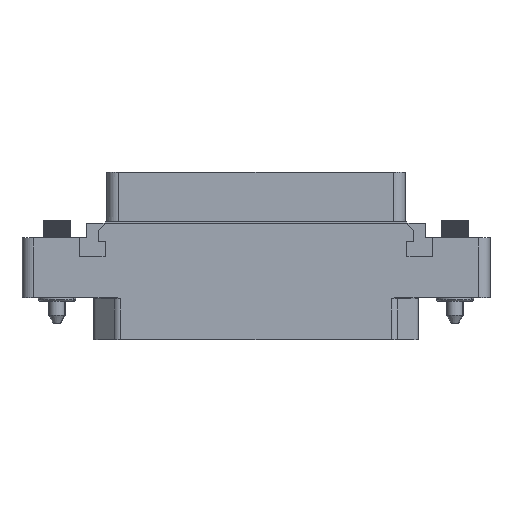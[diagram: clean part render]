
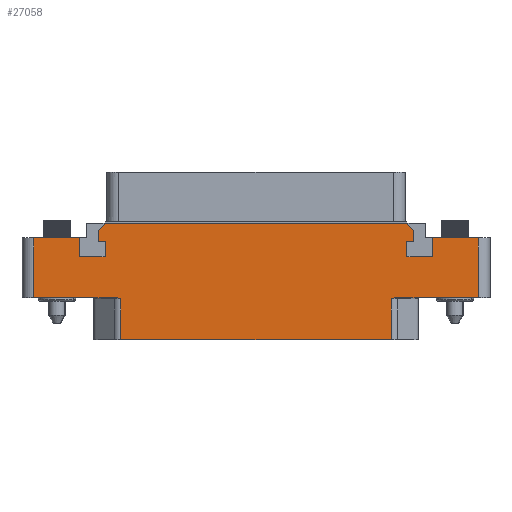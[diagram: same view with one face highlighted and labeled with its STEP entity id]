
A CAD part, top view. The second image highlights one B-rep face of the part: STEP entity #27058.
In plain terms, the highlighted planar face has unit normal (0, 0, 1).
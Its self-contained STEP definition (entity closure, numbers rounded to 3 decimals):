
#1305=DIRECTION('',(0.,-1.,0.));
#1306=VECTOR('',#1305,3.2);
#1307=CARTESIAN_POINT('',(30.2,10.2,7.));
#1308=LINE('',#1307,#1306);
#1309=DIRECTION('',(1.,0.,0.));
#1310=VECTOR('',#1309,7.8);
#1311=CARTESIAN_POINT('',(30.2,10.2,7.));
#1312=LINE('',#1311,#1310);
#1313=DIRECTION('',(1.,0.,0.));
#1314=VECTOR('',#1313,7.8);
#1315=CARTESIAN_POINT('',(-38.,10.2,7.));
#1316=LINE('',#1315,#1314);
#1317=DIRECTION('',(0.,-1.,0.));
#1318=VECTOR('',#1317,3.2);
#1319=CARTESIAN_POINT('',(-30.2,10.2,7.));
#1320=LINE('',#1319,#1318);
#1321=DIRECTION('',(1.,0.,0.));
#1322=VECTOR('',#1321,4.4);
#1323=CARTESIAN_POINT('',(-30.2,7.,7.));
#1324=LINE('',#1323,#1322);
#1325=DIRECTION('',(0.,1.,0.));
#1326=VECTOR('',#1325,2.6);
#1327=CARTESIAN_POINT('',(-25.8,7.,7.));
#1328=LINE('',#1327,#1326);
#1329=DIRECTION('',(-1.,0.,0.));
#1330=VECTOR('',#1329,1.2);
#1331=CARTESIAN_POINT('',(-25.8,9.6,7.));
#1332=LINE('',#1331,#1330);
#1333=DIRECTION('',(0.,1.,0.));
#1334=VECTOR('',#1333,1.9);
#1335=CARTESIAN_POINT('',(-27.,9.6,7.));
#1336=LINE('',#1335,#1334);
#1337=DIRECTION('',(0.707,0.707,0.));
#1338=VECTOR('',#1337,1.697);
#1339=CARTESIAN_POINT('',(-27.,11.5,7.));
#1340=LINE('',#1339,#1338);
#1341=DIRECTION('',(1.,0.,0.));
#1342=VECTOR('',#1341,51.6);
#1343=CARTESIAN_POINT('',(-25.8,12.7,7.));
#1344=LINE('',#1343,#1342);
#1345=DIRECTION('',(-0.707,0.707,0.));
#1346=VECTOR('',#1345,1.697);
#1347=CARTESIAN_POINT('',(27.,11.5,7.));
#1348=LINE('',#1347,#1346);
#1349=DIRECTION('',(0.,1.,0.));
#1350=VECTOR('',#1349,1.9);
#1351=CARTESIAN_POINT('',(27.,9.6,7.));
#1352=LINE('',#1351,#1350);
#1353=DIRECTION('',(1.,0.,0.));
#1354=VECTOR('',#1353,1.2);
#1355=CARTESIAN_POINT('',(25.8,9.6,7.));
#1356=LINE('',#1355,#1354);
#1357=DIRECTION('',(0.,1.,0.));
#1358=VECTOR('',#1357,2.6);
#1359=CARTESIAN_POINT('',(25.8,7.,7.));
#1360=LINE('',#1359,#1358);
#1361=DIRECTION('',(-1.,0.,0.));
#1362=VECTOR('',#1361,4.4);
#1363=CARTESIAN_POINT('',(30.2,7.,7.));
#1364=LINE('',#1363,#1362);
#2501=DIRECTION('',(0.,-1.,0.));
#2502=VECTOR('',#2501,10.2);
#2503=CARTESIAN_POINT('',(-38.,10.2,7.));
#2504=LINE('',#2503,#2502);
#2536=DIRECTION('',(1.,0.,0.));
#2537=VECTOR('',#2536,14.082);
#2538=CARTESIAN_POINT('',(-38.,0.,7.));
#2539=LINE('',#2538,#2537);
#2651=CARTESIAN_POINT('',(-23.918,0.,7.));
#2652=CARTESIAN_POINT('',(-23.907,0.,7.));
#2653=CARTESIAN_POINT('',(-23.884,0.,7.));
#2654=CARTESIAN_POINT('',(-23.85,-0.002,7.));
#2655=CARTESIAN_POINT('',(-23.814,-0.005,7.));
#2656=CARTESIAN_POINT('',(-23.776,-0.01,7.));
#2657=CARTESIAN_POINT('',(-23.734,-0.016,7.));
#2658=CARTESIAN_POINT('',(-23.688,-0.024,7.));
#2659=CARTESIAN_POINT('',(-23.636,-0.035,7.));
#2660=CARTESIAN_POINT('',(-23.577,-0.049,7.));
#2661=CARTESIAN_POINT('',(-23.515,-0.066,7.));
#2662=CARTESIAN_POINT('',(-23.451,-0.085,7.));
#2663=CARTESIAN_POINT('',(-23.385,-0.105,7.));
#2664=CARTESIAN_POINT('',(-23.318,-0.128,7.));
#2665=CARTESIAN_POINT('',(-23.251,-0.152,7.));
#2666=CARTESIAN_POINT('',(-23.184,-0.176,7.));
#2667=CARTESIAN_POINT('',(-23.14,-0.192,7.));
#2668=CARTESIAN_POINT('',(-23.118,-0.2,7.));
#2670=DIRECTION('',(0.,1.,0.));
#2671=VECTOR('',#2670,7.);
#2672=CARTESIAN_POINT('',(-23.118,-7.2,7.));
#2673=LINE('',#2672,#2671);
#2695=DIRECTION('',(-1.,0.,0.));
#2696=VECTOR('',#2695,46.236);
#2697=CARTESIAN_POINT('',(23.118,-7.2,7.));
#2698=LINE('',#2697,#2696);
#2841=DIRECTION('',(0.,1.,0.));
#2842=VECTOR('',#2841,7.);
#2843=CARTESIAN_POINT('',(23.118,-7.2,7.));
#2844=LINE('',#2843,#2842);
#2850=CARTESIAN_POINT('',(23.118,-0.2,7.));
#2851=CARTESIAN_POINT('',(23.14,-0.192,7.));
#2852=CARTESIAN_POINT('',(23.184,-0.176,7.));
#2853=CARTESIAN_POINT('',(23.251,-0.152,7.));
#2854=CARTESIAN_POINT('',(23.318,-0.128,7.));
#2855=CARTESIAN_POINT('',(23.385,-0.105,7.));
#2856=CARTESIAN_POINT('',(23.451,-0.085,7.));
#2857=CARTESIAN_POINT('',(23.515,-0.066,7.));
#2858=CARTESIAN_POINT('',(23.577,-0.049,7.));
#2859=CARTESIAN_POINT('',(23.636,-0.035,7.));
#2860=CARTESIAN_POINT('',(23.688,-0.024,7.));
#2861=CARTESIAN_POINT('',(23.734,-0.016,7.));
#2862=CARTESIAN_POINT('',(23.776,-0.01,7.));
#2863=CARTESIAN_POINT('',(23.814,-0.005,7.));
#2864=CARTESIAN_POINT('',(23.85,-0.002,7.));
#2865=CARTESIAN_POINT('',(23.884,0.,7.));
#2866=CARTESIAN_POINT('',(23.907,0.,7.));
#2867=CARTESIAN_POINT('',(23.918,0.,7.));
#2874=DIRECTION('',(1.,0.,0.));
#2875=VECTOR('',#2874,14.082);
#2876=CARTESIAN_POINT('',(23.918,0.,7.));
#2877=LINE('',#2876,#2875);
#2903=DIRECTION('',(0.,1.,0.));
#2904=VECTOR('',#2903,10.2);
#2905=CARTESIAN_POINT('',(38.,0.,7.));
#2906=LINE('',#2905,#2904);
#20778=CARTESIAN_POINT('',(38.,0.,7.));
#20779=CARTESIAN_POINT('',(38.,10.2,7.));
#20780=VERTEX_POINT('',#20778);
#20781=VERTEX_POINT('',#20779);
#20786=CARTESIAN_POINT('',(-38.,10.2,7.));
#20787=CARTESIAN_POINT('',(-38.,0.,7.));
#20788=VERTEX_POINT('',#20786);
#20789=VERTEX_POINT('',#20787);
#20995=CARTESIAN_POINT('',(23.118,-7.2,7.));
#20997=VERTEX_POINT('',#20995);
#20998=CARTESIAN_POINT('',(-23.118,-7.2,7.));
#21000=VERTEX_POINT('',#20998);
#21062=CARTESIAN_POINT('',(-23.118,-0.2,7.));
#21063=VERTEX_POINT('',#21062);
#21064=CARTESIAN_POINT('',(-23.918,0.,7.));
#21065=VERTEX_POINT('',#21064);
#21066=CARTESIAN_POINT('',(23.118,-0.2,7.));
#21068=VERTEX_POINT('',#21066);
#21070=CARTESIAN_POINT('',(23.918,0.,7.));
#21072=VERTEX_POINT('',#21070);
#22256=CARTESIAN_POINT('',(-30.2,10.2,7.));
#22257=CARTESIAN_POINT('',(-30.2,7.,7.));
#22258=VERTEX_POINT('',#22256);
#22259=VERTEX_POINT('',#22257);
#22260=CARTESIAN_POINT('',(-25.8,7.,7.));
#22261=VERTEX_POINT('',#22260);
#22262=CARTESIAN_POINT('',(-25.8,9.6,7.));
#22263=VERTEX_POINT('',#22262);
#22264=CARTESIAN_POINT('',(-27.,9.6,7.));
#22265=VERTEX_POINT('',#22264);
#22266=CARTESIAN_POINT('',(-27.,11.5,7.));
#22267=VERTEX_POINT('',#22266);
#22268=CARTESIAN_POINT('',(-25.8,12.7,7.));
#22269=VERTEX_POINT('',#22268);
#22286=CARTESIAN_POINT('',(30.2,10.2,7.));
#22287=CARTESIAN_POINT('',(30.2,7.,7.));
#22288=VERTEX_POINT('',#22286);
#22289=VERTEX_POINT('',#22287);
#22290=CARTESIAN_POINT('',(25.8,7.,7.));
#22291=VERTEX_POINT('',#22290);
#22292=CARTESIAN_POINT('',(25.8,9.6,7.));
#22293=VERTEX_POINT('',#22292);
#22294=CARTESIAN_POINT('',(27.,9.6,7.));
#22295=VERTEX_POINT('',#22294);
#22296=CARTESIAN_POINT('',(27.,11.5,7.));
#22297=VERTEX_POINT('',#22296);
#22298=CARTESIAN_POINT('',(25.8,12.7,7.));
#22299=VERTEX_POINT('',#22298);
#27006=CARTESIAN_POINT('',(0.,0.,7.));
#27007=DIRECTION('',(0.,0.,-1.));
#27008=DIRECTION('',(-1.,0.,0.));
#27009=AXIS2_PLACEMENT_3D('',#27006,#27007,#27008);
#27010=PLANE('',#27009);
#27012=ORIENTED_EDGE('',*,*,#27011,.F.);
#27014=ORIENTED_EDGE('',*,*,#27013,.T.);
#27016=ORIENTED_EDGE('',*,*,#27015,.F.);
#27018=ORIENTED_EDGE('',*,*,#27017,.F.);
#27020=ORIENTED_EDGE('',*,*,#27019,.F.);
#27022=ORIENTED_EDGE('',*,*,#27021,.F.);
#27024=ORIENTED_EDGE('',*,*,#27023,.T.);
#27026=ORIENTED_EDGE('',*,*,#27025,.T.);
#27028=ORIENTED_EDGE('',*,*,#27027,.F.);
#27030=ORIENTED_EDGE('',*,*,#27029,.F.);
#27032=ORIENTED_EDGE('',*,*,#27031,.F.);
#27034=ORIENTED_EDGE('',*,*,#27033,.T.);
#27036=ORIENTED_EDGE('',*,*,#27035,.T.);
#27038=ORIENTED_EDGE('',*,*,#27037,.T.);
#27040=ORIENTED_EDGE('',*,*,#27039,.T.);
#27042=ORIENTED_EDGE('',*,*,#27041,.T.);
#27044=ORIENTED_EDGE('',*,*,#27043,.T.);
#27045=ORIENTED_EDGE('',*,*,#26972,.T.);
#27046=ORIENTED_EDGE('',*,*,#26988,.T.);
#27047=ORIENTED_EDGE('',*,*,#26751,.F.);
#27049=ORIENTED_EDGE('',*,*,#27048,.F.);
#27051=ORIENTED_EDGE('',*,*,#27050,.F.);
#27053=ORIENTED_EDGE('',*,*,#27052,.F.);
#27055=ORIENTED_EDGE('',*,*,#27054,.F.);
#27056=EDGE_LOOP('',(#27012,#27014,#27016,#27018,#27020,#27022,#27024,#27026,
#27028,#27030,#27032,#27034,#27036,#27038,#27040,#27042,#27044,#27045,#27046,
#27047,#27049,#27051,#27053,#27055));
#27057=FACE_OUTER_BOUND('',#27056,.F.);
#27058=ADVANCED_FACE('',(#27057),#27010,.F.);
#2669=B_SPLINE_CURVE_WITH_KNOTS('',3,(#2651,#2652,#2653,#2654,#2655,#2656,#2657,
#2658,#2659,#2660,#2661,#2662,#2663,#2664,#2665,#2666,#2667,#2668),
.UNSPECIFIED.,.F.,.F.,(4,1,1,1,1,1,1,1,1,1,1,1,1,1,1,4),(0.,0.067,
0.133,0.2,0.267,0.333,0.4,
0.467,0.533,0.6,0.667,0.733,
0.8,0.867,0.933,1.),.UNSPECIFIED.);
#2868=B_SPLINE_CURVE_WITH_KNOTS('',3,(#2850,#2851,#2852,#2853,#2854,#2855,#2856,
#2857,#2858,#2859,#2860,#2861,#2862,#2863,#2864,#2865,#2866,#2867),
.UNSPECIFIED.,.F.,.F.,(4,1,1,1,1,1,1,1,1,1,1,1,1,1,1,4),(0.,0.067,
0.133,0.2,0.267,0.333,0.4,
0.467,0.533,0.6,0.667,0.733,
0.8,0.867,0.933,1.),.UNSPECIFIED.);
#26751=EDGE_CURVE('',#22297,#22299,#1348,.T.);
#26972=EDGE_CURVE('',#22267,#22269,#1340,.T.);
#26988=EDGE_CURVE('',#22269,#22299,#1344,.T.);
#27011=EDGE_CURVE('',#22288,#22289,#1308,.T.);
#27013=EDGE_CURVE('',#22288,#20781,#1312,.T.);
#27015=EDGE_CURVE('',#20780,#20781,#2906,.T.);
#27017=EDGE_CURVE('',#21072,#20780,#2877,.T.);
#27019=EDGE_CURVE('',#21068,#21072,#2868,.T.);
#27021=EDGE_CURVE('',#20997,#21068,#2844,.T.);
#27023=EDGE_CURVE('',#20997,#21000,#2698,.T.);
#27025=EDGE_CURVE('',#21000,#21063,#2673,.T.);
#27027=EDGE_CURVE('',#21065,#21063,#2669,.T.);
#27029=EDGE_CURVE('',#20789,#21065,#2539,.T.);
#27031=EDGE_CURVE('',#20788,#20789,#2504,.T.);
#27033=EDGE_CURVE('',#20788,#22258,#1316,.T.);
#27035=EDGE_CURVE('',#22258,#22259,#1320,.T.);
#27037=EDGE_CURVE('',#22259,#22261,#1324,.T.);
#27039=EDGE_CURVE('',#22261,#22263,#1328,.T.);
#27041=EDGE_CURVE('',#22263,#22265,#1332,.T.);
#27043=EDGE_CURVE('',#22265,#22267,#1336,.T.);
#27048=EDGE_CURVE('',#22295,#22297,#1352,.T.);
#27050=EDGE_CURVE('',#22293,#22295,#1356,.T.);
#27052=EDGE_CURVE('',#22291,#22293,#1360,.T.);
#27054=EDGE_CURVE('',#22289,#22291,#1364,.T.);
